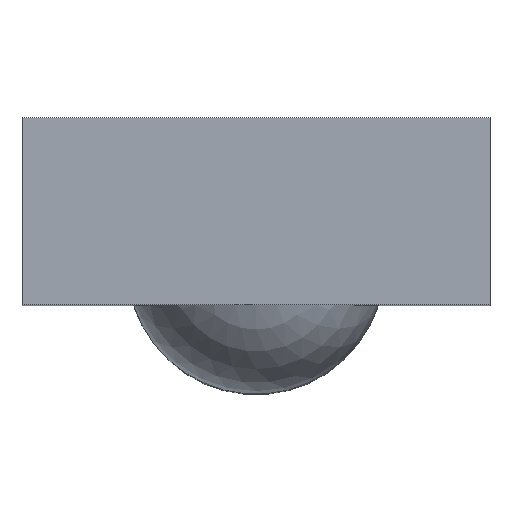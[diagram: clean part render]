
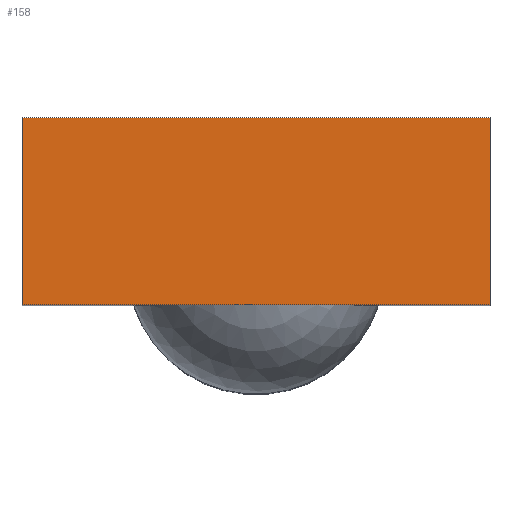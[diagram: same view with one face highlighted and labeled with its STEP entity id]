
A CAD part, top view. The second image highlights one B-rep face of the part: STEP entity #158.
In plain terms, the highlighted planar face has unit normal (0, 0, 1).
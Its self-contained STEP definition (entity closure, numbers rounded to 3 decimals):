
#31=VERTEX_POINT('',#32);
#32=CARTESIAN_POINT('',(8.81,1.6,17.5));
#37=EDGE_CURVE('',#31,#38,#40,.T.);
#38=VERTEX_POINT('',#39);
#39=CARTESIAN_POINT('',(-1.19,1.6,17.5));
#40=LINE('',#32,#41);
#41=VECTOR('',#42,1.);
#42=DIRECTION('',(-1.,0.,0.));
#60=VECTOR('',#61,1.);
#61=DIRECTION('',(0.,-1.,0.));
#149=VERTEX_POINT('',#150);
#150=CARTESIAN_POINT('',(8.81,-2.4,17.5));
#153=EDGE_CURVE('',#31,#149,#154,.T.);
#154=LINE('',#32,#60);
#158=ADVANCED_FACE('',(#159),#171,.F.);
#159=FACE_BOUND('',#160,.F.);
#160=EDGE_LOOP('',(#161,#162,#167,#170));
#161=ORIENTED_EDGE('',*,*,#153,.T.);
#162=ORIENTED_EDGE('',*,*,#163,.T.);
#163=EDGE_CURVE('',#149,#164,#166,.T.);
#164=VERTEX_POINT('',#165);
#165=CARTESIAN_POINT('',(-1.19,-2.4,17.5));
#166=LINE('',#150,#41);
#167=ORIENTED_EDGE('',*,*,#168,.F.);
#168=EDGE_CURVE('',#38,#164,#169,.T.);
#169=LINE('',#39,#60);
#170=ORIENTED_EDGE('',*,*,#37,.F.);
#171=PLANE('',#172);
#172=AXIS2_PLACEMENT_3D('',#32,#173,#42);
#173=DIRECTION('',(0.,0.,-1.));
